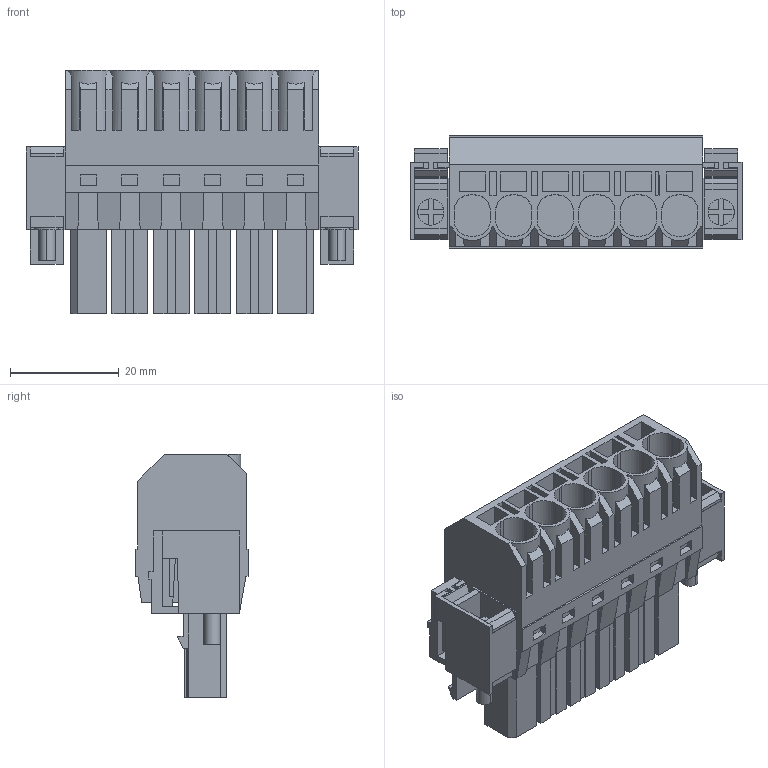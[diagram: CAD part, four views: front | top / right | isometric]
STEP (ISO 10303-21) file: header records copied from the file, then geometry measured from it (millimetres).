
FILE_DESCRIPTION(('CATIA V5 STEP Exchange','CAx-IF Rec.Pracs.--- Model Styling and Organization---1.4--- 2014-01-23'),'2;1');
FILE_NAME ('D1447938_1_1060540000_1060540000.stp','2023-09-07T12:48:56+00:00',('none'),('Weidmueller'),'CATIA Version 5-6 Release 2016 SP3 HF44','CATIA V5 STEP AP214','none');
FILE_SCHEMA(('AUTOMOTIVE_DESIGN { 1 0 10303 214 1 1 1 1 }'));
Length unit declared in the file: millimetre
Products named in the file (1): 1060540000
Bounding box: 60.96 x 20.6 x 44.7 mm (x, y, z)
Volume: 28077 mm3; surface area: 16092.5 mm2
Topology: 5 solids, 5 shells, 735 faces, 2110 edges, 1426 vertices
Faces by surface type: plane 689, cylinder 46
Entity records: 22815 total; most frequent: CARTESIAN_POINT 4423, ORIENTED_EDGE 4220, DIRECTION 3027, EDGE_CURVE 2110, VECTOR 1978, LINE 1978, VERTEX_POINT 1426, EDGE_LOOP 784
